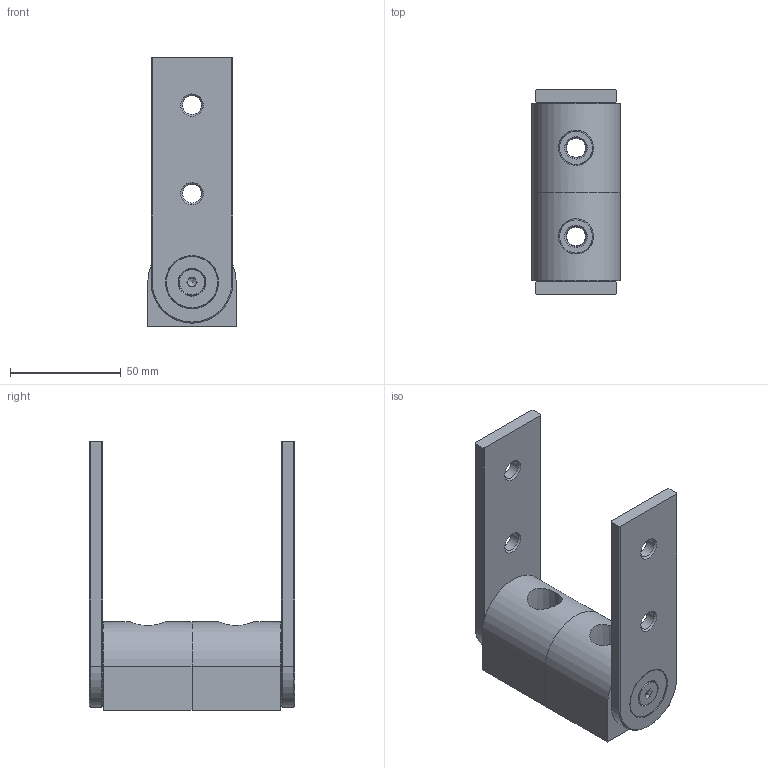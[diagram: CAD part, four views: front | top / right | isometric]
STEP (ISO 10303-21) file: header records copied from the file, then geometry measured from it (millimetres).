
FILE_DESCRIPTION(('STEP AP203'),'1');
FILE_NAME('FIXE08E1045.stp','2025-04-15T09:09:42',(' '),(' '),'Spatial InterOp 3D',' ',' ');
FILE_SCHEMA(('CONFIG_CONTROL_DESIGN'));
Length unit declared in the file: millimetre
Products named in the file (15): bras; Articulation bras d'appui 80x40; support
Assembly tree (14 placements, depth 3):
  Articulation bras d'appui 80x40
    bras
      bras
      bras
      bras
      bras
      bras
      bras
      bras
      bras
    support
      support
      support
      support
      support
Bounding box: 40 x 92.83 x 121.5 mm (x, y, z)
Volume: 135341.3 mm3; surface area: 55826.3 mm2
Topology: 12 solids, 12 shells, 560 faces, 1471 edges, 978 vertices
Faces by surface type: plane 252, cylinder 181, cone 77, torus 50
Full cylindrical faces by diameter (mm): 2 x6, 5 x3, 6 x2, 6.4 x2, 8.5 x4, 11.34 x2, 12.2 x2, 13 x2, 16 x3, 23.6 x2, 24 x2, 26 x3
Entity records: 17950 total; most frequent: CARTESIAN_POINT 3827, DIRECTION 2810, ORIENTED_EDGE 2500, EDGE_CURVE 1250, AXIS2_PLACEMENT_3D 1083, VERTEX_POINT 892, EDGE_LOOP 772, LINE 644
